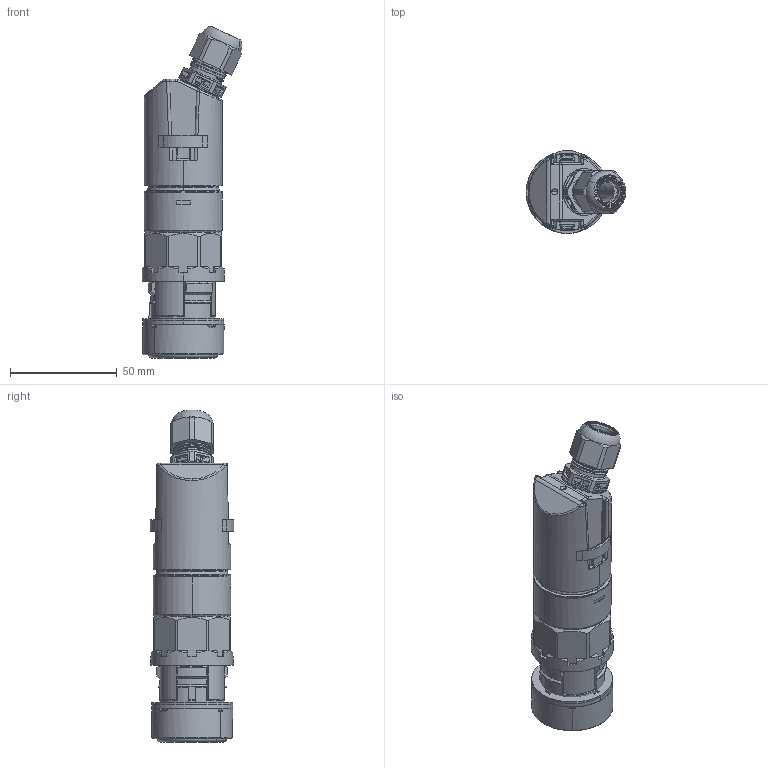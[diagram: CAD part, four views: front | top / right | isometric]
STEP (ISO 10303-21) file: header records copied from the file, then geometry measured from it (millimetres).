
FILE_DESCRIPTION (( 'STEP AP203' ), '1' );
FILE_NAME ('8003-1_1-001.STEP', '2015-09-03T12:46:15', ( '' ), ( '' ), 'SwSTEP 2.0', 'SolidWorks 2015', '' );
FILE_SCHEMA (( 'CONFIG_CONTROL_DESIGN' ));
Length unit declared in the file: millimetre
Products named in the file (24): 86_029_11_95_0; 80_139_02_51_0; 86_020_07_03_0_3d export; 520_582_0; 86_029_01_15_0_86 029 22 15 0; 81_610_76_01_0_Hutmutter_Kennzeichnung; 8003-1_1-001; 81_610_76_01_0_Erweitert; 86_029_01_51_0_3d export; 80_139_01_14_0; 80_039_02_51_0; 80_139_01_66_0_Dichtung_angepasst; 505_711_0; 81_616_05_30_0_Anschlussgewindedichtung_M16; 80_139_01_66_0_ohne Dichtung; 80_139_01_66_0; 81_610_76_01_0_Dichtung; 86_029_07_95_0; 506_872_0; 86_029_01_94_0; 86_029_23_55_0_Drucktaster; 86_029_14_80_0_Schwarz; 81_610_76_01_0_Stutzen_Erweitert
Assembly tree (23 placements, depth 3):
  8003-1_1-001
    80_039_02_51_0
      80_039_02_51_0
    80_139_01_66_0
      80_139_01_66_0_ohne Dichtung
      80_139_01_66_0_Dichtung_angepasst
    80_139_02_51_0
    520_582_0
    86_020_07_03_0_3d export
      86_029_01_15_0_86 029 22 15 0
      86_029_14_80_0_Schwarz
      86_029_01_51_0_3d export
      86_029_11_95_0
      86_029_01_94_0
      505_711_0
      86_029_23_55_0_Drucktaster
      86_029_07_95_0
    81_610_76_01_0_Erweitert
      81_610_76_01_0_Stutzen_Erweitert
      81_610_76_01_0_Dichtung
      81_610_76_01_0_Hutmutter_Kennzeichnung
      81_616_05_30_0_Anschlussgewindedichtung_M16
    506_872_0
    80_139_01_14_0
Bounding box: 46.73 x 38.96 x 155.68 mm (x, y, z)
Volume: 64167.2 mm3; surface area: 84608.6 mm2
Topology: 19 solids, 19 shells, 4080 faces, 11052 edges, 7146 vertices
Faces by surface type: plane 1945, cylinder 849, bspline 577, cone 356, torus 294, sphere 59
Entity records: 172948 total; most frequent: CARTESIAN_POINT 72032, ORIENTED_EDGE 22032, DIRECTION 18403, EDGE_CURVE 11016, VERTEX_POINT 7142, AXIS2_PLACEMENT_3D 6141, VECTOR 6121, LINE 6121
